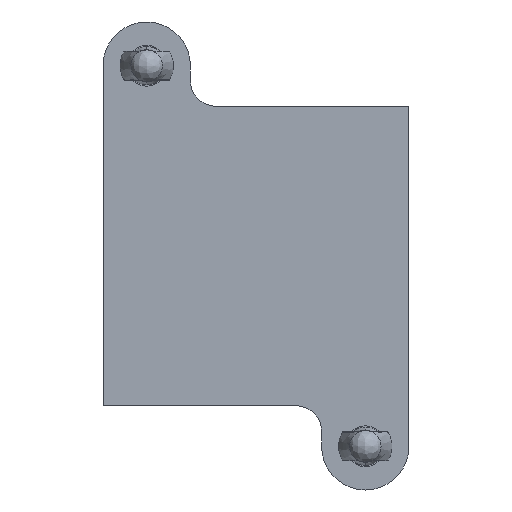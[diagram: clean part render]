
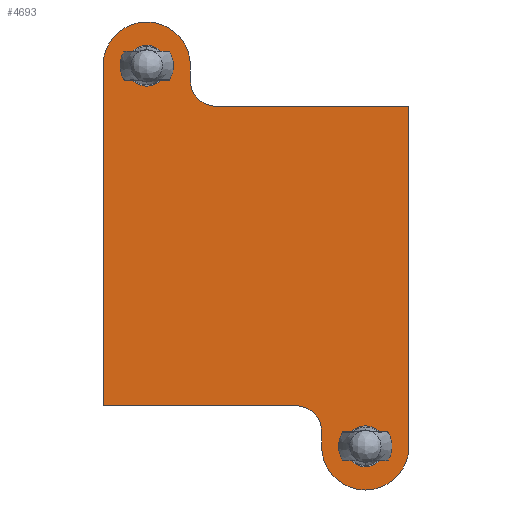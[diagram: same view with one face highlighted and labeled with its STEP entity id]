
A CAD part, front view. The second image highlights one B-rep face of the part: STEP entity #4693.
In plain terms, the highlighted planar face has unit normal (0, -1, 0).
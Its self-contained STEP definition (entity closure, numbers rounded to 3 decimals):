
#65 = AXIS2_PLACEMENT_3D ( 'NONE', #1952, #1915, #1871 ) ;
#100 = VERTEX_POINT ( 'NONE', #4615 ) ;
#409 = VERTEX_POINT ( 'NONE', #2459 ) ;
#547 = DIRECTION ( 'NONE',  ( -1., 0., 0. ) ) ;
#549 = VERTEX_POINT ( 'NONE', #4922 ) ;
#565 = DIRECTION ( 'NONE',  ( 0., 1., 0. ) ) ;
#586 = CARTESIAN_POINT ( 'NONE',  ( -8.821, 0., 14.925 ) ) ;
#766 = DIRECTION ( 'NONE',  ( -1., 0., 0. ) ) ;
#863 = DIRECTION ( 'NONE',  ( 0., 1., 0. ) ) ;
#867 = CARTESIAN_POINT ( 'NONE',  ( 8.321, 0., -14.925 ) ) ;
#888 = CARTESIAN_POINT ( 'NONE',  ( -5.392, 0., 14.925 ) ) ;
#922 = DIRECTION ( 'NONE',  ( 0., 1., 0. ) ) ;
#944 = DIRECTION ( 'NONE',  ( -1., 0., 0. ) ) ;
#992 = CARTESIAN_POINT ( 'NONE',  ( 8.321, 0., -14.925 ) ) ;
#1068 = DIRECTION ( 'NONE',  ( -1., 0., 0. ) ) ;
#1106 = CARTESIAN_POINT ( 'NONE',  ( -10.421, 0., 14.925 ) ) ;
#1108 = DIRECTION ( 'NONE',  ( 0., 1., 0. ) ) ;
#1138 = CARTESIAN_POINT ( 'NONE',  ( -8.821, 0., 14.925 ) ) ;
#1511 = VECTOR ( 'NONE', #4483, 1000. ) ;
#1514 = DIRECTION ( 'NONE',  ( -1., 0., 0. ) ) ;
#1531 = DIRECTION ( 'NONE',  ( 0., 1., 0. ) ) ;
#1534 = CARTESIAN_POINT ( 'NONE',  ( 8.321, 0., -14.925 ) ) ;
#1776 = CARTESIAN_POINT ( 'NONE',  ( -12.25, 0., 14.925 ) ) ;
#1871 = DIRECTION ( 'NONE',  ( 1., 0., 0. ) ) ;
#1915 = DIRECTION ( 'NONE',  ( 0., -1., 0. ) ) ;
#1952 = CARTESIAN_POINT ( 'NONE',  ( 2.892, 0., -13.75 ) ) ;
#2126 = VECTOR ( 'NONE', #7358, 1000. ) ;
#2288 = DIRECTION ( 'NONE',  ( 1., 0., 0. ) ) ;
#2298 = DIRECTION ( 'NONE',  ( 0., -1., 0. ) ) ;
#2316 = CARTESIAN_POINT ( 'NONE',  ( -3.392, 0., 13.75 ) ) ;
#2459 = CARTESIAN_POINT ( 'NONE',  ( -3.392, 0., 11.75 ) ) ;
#2541 = VERTEX_POINT ( 'NONE', #11328 ) ;
#2668 = CIRCLE ( 'NONE', #65, 2. ) ;
#2720 = CARTESIAN_POINT ( 'NONE',  ( 9.921, 0., -14.925 ) ) ;
#2810 = VERTEX_POINT ( 'NONE', #11289 ) ;
#2825 = DIRECTION ( 'NONE',  ( 0., 0., 1. ) ) ;
#2840 = CARTESIAN_POINT ( 'NONE',  ( -12.25, 0., -11.75 ) ) ;
#2932 = LINE ( 'NONE', #7389, #2126 ) ;
#3609 = CIRCLE ( 'NONE', #7443, 3.429 ) ;
#4103 = DIRECTION ( 'NONE',  ( -1., 0., 0. ) ) ;
#4109 = DIRECTION ( 'NONE',  ( 0., 1., 0. ) ) ;
#4150 = PLANE ( 'NONE',  #9443 ) ;
#4248 = CARTESIAN_POINT ( 'NONE',  ( -5.392, 0., 14.925 ) ) ;
#4280 = DIRECTION ( 'NONE',  ( 0., 0., -1. ) ) ;
#4390 = CARTESIAN_POINT ( 'NONE',  ( -20., 0., 20. ) ) ;
#4416 = VERTEX_POINT ( 'NONE', #7911 ) ;
#4483 = DIRECTION ( 'NONE',  ( -1., 0., 0. ) ) ;
#4486 = CARTESIAN_POINT ( 'NONE',  ( 2.892, 0., -11.75 ) ) ;
#4532 = LINE ( 'NONE', #5371, #9996 ) ;
#4580 = DIRECTION ( 'NONE',  ( -1., 0., 0. ) ) ;
#4611 = DIRECTION ( 'NONE',  ( 0., 1., 0. ) ) ;
#4614 = CARTESIAN_POINT ( 'NONE',  ( -8.821, 0., 14.925 ) ) ;
#4615 = CARTESIAN_POINT ( 'NONE',  ( 11.75, 0., 11.75 ) ) ;
#4693 = ADVANCED_FACE ( 'NONE', ( #10174, #10236, #10290 ), #4150, .F. ) ;
#4873 = EDGE_CURVE ( 'NONE', #2810, #5154, #9835, .T. ) ;
#4874 = CIRCLE ( 'NONE', #5543, 1.6 ) ;
#4922 = CARTESIAN_POINT ( 'NONE',  ( 11.75, 0., -14.925 ) ) ;
#5010 = VERTEX_POINT ( 'NONE', #8665 ) ;
#5040 = CIRCLE ( 'NONE', #7395, 1.6 ) ;
#5154 = VERTEX_POINT ( 'NONE', #1106 ) ;
#5340 = EDGE_CURVE ( 'NONE', #10478, #5010, #8792, .T. ) ;
#5371 = CARTESIAN_POINT ( 'NONE',  ( 11.75, 0., 11.75 ) ) ;
#5373 = DIRECTION ( 'NONE',  ( 0., 0., -1. ) ) ;
#5543 = AXIS2_PLACEMENT_3D ( 'NONE', #1138, #1108, #1068 ) ;
#5563 = DIRECTION ( 'NONE',  ( 0., 0., 1. ) ) ;
#5567 = CARTESIAN_POINT ( 'NONE',  ( 4.892, 0., -14.925 ) ) ;
#5636 = LINE ( 'NONE', #5567, #7040 ) ;
#5661 = VERTEX_POINT ( 'NONE', #5694 ) ;
#5694 = CARTESIAN_POINT ( 'NONE',  ( -5.392, 0., 13.75 ) ) ;
#5845 = VERTEX_POINT ( 'NONE', #888 ) ;
#6071 = ORIENTED_EDGE ( 'NONE', *, *, #6995, .T. ) ;
#6098 = ORIENTED_EDGE ( 'NONE', *, *, #4873, .T. ) ;
#6187 = ORIENTED_EDGE ( 'NONE', *, *, #7012, .T. ) ;
#6214 = ORIENTED_EDGE ( 'NONE', *, *, #5340, .T. ) ;
#6245 = ORIENTED_EDGE ( 'NONE', *, *, #6749, .F. ) ;
#6253 = ORIENTED_EDGE ( 'NONE', *, *, #6859, .F. ) ;
#6262 = ORIENTED_EDGE ( 'NONE', *, *, #6761, .F. ) ;
#6274 = CIRCLE ( 'NONE', #7784, 3.429 ) ;
#6305 = ORIENTED_EDGE ( 'NONE', *, *, #6937, .F. ) ;
#6316 = ORIENTED_EDGE ( 'NONE', *, *, #6683, .F. ) ;
#6333 = ORIENTED_EDGE ( 'NONE', *, *, #6964, .F. ) ;
#6389 = ORIENTED_EDGE ( 'NONE', *, *, #6722, .F. ) ;
#6391 = ORIENTED_EDGE ( 'NONE', *, *, #6900, .F. ) ;
#6404 = ORIENTED_EDGE ( 'NONE', *, *, #6804, .F. ) ;
#6413 = ORIENTED_EDGE ( 'NONE', *, *, #6532, .F. ) ;
#6532 = EDGE_CURVE ( 'NONE', #409, #100, #2932, .T. ) ;
#6586 = CARTESIAN_POINT ( 'NONE',  ( -12.25, 0., -11.75 ) ) ;
#6602 = CIRCLE ( 'NONE', #7558, 2. ) ;
#6670 = CARTESIAN_POINT ( 'NONE',  ( 4.892, 0., -13.75 ) ) ;
#6683 = EDGE_CURVE ( 'NONE', #4416, #7746, #5636, .T. ) ;
#6722 = EDGE_CURVE ( 'NONE', #100, #549, #4532, .T. ) ;
#6749 = EDGE_CURVE ( 'NONE', #6955, #5845, #6274, .T. ) ;
#6761 = EDGE_CURVE ( 'NONE', #2541, #8514, #8469, .T. ) ;
#6804 = EDGE_CURVE ( 'NONE', #5845, #5661, #8327, .T. ) ;
#6859 = EDGE_CURVE ( 'NONE', #8514, #6955, #7189, .T. ) ;
#6900 = EDGE_CURVE ( 'NONE', #5661, #409, #6602, .T. ) ;
#6937 = EDGE_CURVE ( 'NONE', #7746, #2541, #2668, .T. ) ;
#6955 = VERTEX_POINT ( 'NONE', #1776 ) ;
#6964 = EDGE_CURVE ( 'NONE', #549, #4416, #3609, .T. ) ;
#6995 = EDGE_CURVE ( 'NONE', #5154, #2810, #4874, .T. ) ;
#7012 = EDGE_CURVE ( 'NONE', #5010, #10478, #5040, .T. ) ;
#7040 = VECTOR ( 'NONE', #5563, 1000. ) ;
#7189 = LINE ( 'NONE', #2840, #7620 ) ;
#7358 = DIRECTION ( 'NONE',  ( 1., 0., 0. ) ) ;
#7389 = CARTESIAN_POINT ( 'NONE',  ( -3.392, 0., 11.75 ) ) ;
#7395 = AXIS2_PLACEMENT_3D ( 'NONE', #867, #863, #766 ) ;
#7417 = EDGE_LOOP ( 'NONE', ( #6245, #6253, #6262, #6305, #6316, #6333, #6389, #6413, #6391, #6404 ) ) ;
#7443 = AXIS2_PLACEMENT_3D ( 'NONE', #1534, #1531, #1514 ) ;
#7558 = AXIS2_PLACEMENT_3D ( 'NONE', #2316, #2298, #2288 ) ;
#7620 = VECTOR ( 'NONE', #2825, 1000. ) ;
#7746 = VERTEX_POINT ( 'NONE', #6670 ) ;
#7784 = AXIS2_PLACEMENT_3D ( 'NONE', #4614, #4611, #4580 ) ;
#7852 = EDGE_LOOP ( 'NONE', ( #6071, #6098 ) ) ;
#7911 = CARTESIAN_POINT ( 'NONE',  ( 4.892, 0., -14.925 ) ) ;
#8327 = LINE ( 'NONE', #4248, #9065 ) ;
#8469 = LINE ( 'NONE', #4486, #1511 ) ;
#8514 = VERTEX_POINT ( 'NONE', #6586 ) ;
#8592 = EDGE_LOOP ( 'NONE', ( #6187, #6214 ) ) ;
#8665 = CARTESIAN_POINT ( 'NONE',  ( 6.721, 0., -14.925 ) ) ;
#8792 = CIRCLE ( 'NONE', #8838, 1.6 ) ;
#8838 = AXIS2_PLACEMENT_3D ( 'NONE', #992, #922, #944 ) ;
#9065 = VECTOR ( 'NONE', #4280, 1000. ) ;
#9293 = AXIS2_PLACEMENT_3D ( 'NONE', #586, #565, #547 ) ;
#9443 = AXIS2_PLACEMENT_3D ( 'NONE', #4390, #4109, #4103 ) ;
#9835 = CIRCLE ( 'NONE', #9293, 1.6 ) ;
#9996 = VECTOR ( 'NONE', #5373, 1000. ) ;
#10174 = FACE_BOUND ( 'NONE', #7852, .T. ) ;
#10236 = FACE_BOUND ( 'NONE', #8592, .T. ) ;
#10290 = FACE_OUTER_BOUND ( 'NONE', #7417, .T. ) ;
#10478 = VERTEX_POINT ( 'NONE', #2720 ) ;
#11289 = CARTESIAN_POINT ( 'NONE',  ( -7.221, 0., 14.925 ) ) ;
#11328 = CARTESIAN_POINT ( 'NONE',  ( 2.892, 0., -11.75 ) ) ;
